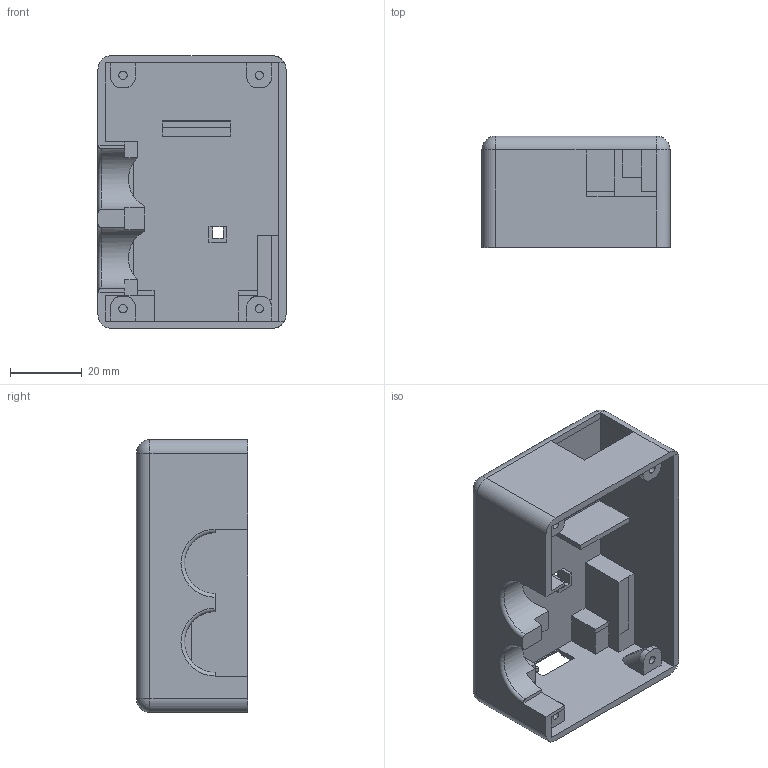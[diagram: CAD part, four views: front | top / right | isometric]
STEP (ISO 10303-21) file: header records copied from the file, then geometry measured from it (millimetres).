
FILE_DESCRIPTION(/* description */ (''),/* implementation_level */ '2;1');
FILE_NAME(/* name */ 'GuitarAMI_module_XXX_TinyPICO_RCWL1601_box_top.step',/* time_stamp */ '2020-12-06T11:41:10-05:00',/* author */ (''),/* organization */ (''),/* preprocessor_version */ 'ST-DEVELOPER v18.1',/* originating_system */ 'Autodesk Translation Framework v9.3.0.1241',/* authorisation */ '');
FILE_SCHEMA (('AUTOMOTIVE_DESIGN { 1 0 10303 214 3 1 1 }'));
Length unit declared in the file: millimetre
Products named in the file (1): GuitarAMI_Module 4.0 TinyPico (RCWL1601)
Bounding box: 52.5 x 31.05 x 76.13 mm (x, y, z)
Volume: 27488.4 mm3; surface area: 24149.4 mm2
Topology: 1 solids, 1 shells, 490 faces, 1325 edges, 871 vertices
Faces by surface type: plane 267, bspline 183, cylinder 32, torus 4, sphere 4
Full cylindrical faces by diameter (mm): 2.3 x4
Entity records: 16936 total; most frequent: CARTESIAN_POINT 5730, ORIENTED_EDGE 2650, DIRECTION 1671, EDGE_CURVE 1325, LINE 891, VECTOR 891, VERTEX_POINT 871, EDGE_LOOP 532
